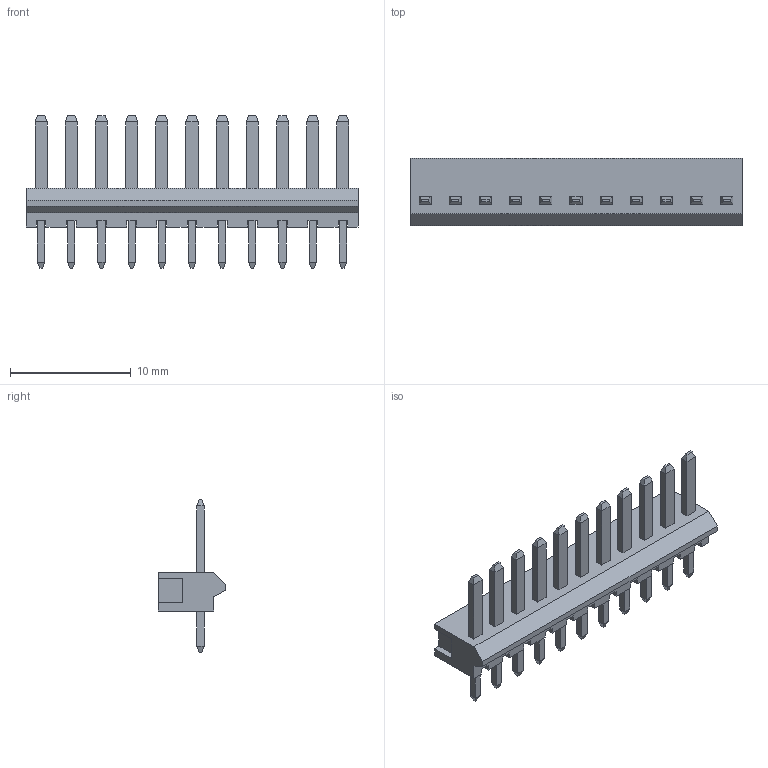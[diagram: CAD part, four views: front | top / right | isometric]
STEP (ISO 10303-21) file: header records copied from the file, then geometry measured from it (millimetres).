
FILE_DESCRIPTION(('FreeCAD Model'),'2;1');
FILE_NAME('Open CASCADE Shape Model','2021-07-29T09:53:28',( 'kicad StepUp'),('ksu MCAD'),'Open CASCADE STEP processor 7.4', 'FreeCAD','Unknown');
FILE_SCHEMA(('AUTOMOTIVE_DESIGN { 1 0 10303 214 1 1 1 1 }'));
Length unit declared in the file: millimetre
Products named in the file (1): JST_NH_B11P-SHF-1AA_1x11_P2.50mm_Vertical.copy
Bounding box: 27.5 x 5.6 x 12.6 mm (x, y, z)
Volume: 427.5 mm3; surface area: 974.5 mm2
Topology: 23 solids, 23 shells, 331 faces, 737 edges, 462 vertices
Faces by surface type: plane 243, bspline 88
Entity records: 20203 total; most frequent: CARTESIAN_POINT 3989, DIRECTION 1979, LINE 1491, VECTOR 1491, ORIENTED_EDGE 1474, PCURVE 1474, DEFINITIONAL_REPRESENTATION 1474, EDGE_CURVE 737
